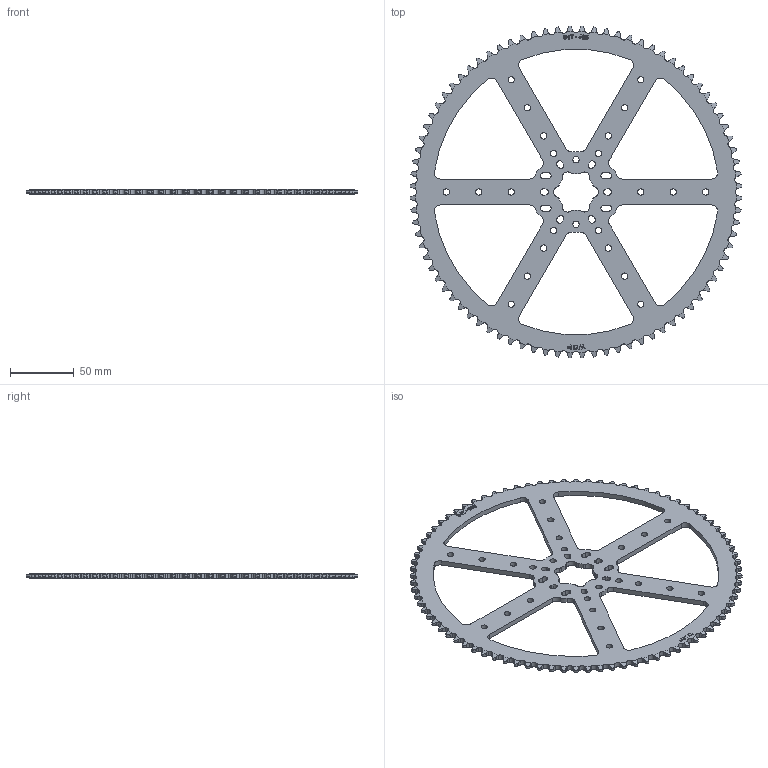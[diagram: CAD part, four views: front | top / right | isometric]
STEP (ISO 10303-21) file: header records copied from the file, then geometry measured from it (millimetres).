
FILE_DESCRIPTION (( 'STEP AP214' ), '1' );
FILE_NAME ('WCP-1377 Rev1.STEP', '2024-12-13T21:18:49', ( '' ), ( '' ), 'SwSTEP 2.0', 'SolidWorks 2022', '' );
FILE_SCHEMA (( 'AUTOMOTIVE_DESIGN' ));
Length unit declared in the file: inch
Products named in the file (1): WCP-1377 Rev1
Bounding box: 260.13 x 260.13 x 4 mm (x, y, z)
Volume: 90693.6 mm3; surface area: 59203 mm2
Topology: 1 solids, 1 shells, 1232 faces, 3645 edges, 2430 vertices
Faces by surface type: cylinder 698, plane 323, cone 168, bspline 43
Entity records: 45651 total; most frequent: CARTESIAN_POINT 13695, ORIENTED_EDGE 7290, DIRECTION 6079, EDGE_CURVE 3645, VERTEX_POINT 2430, AXIS2_PLACEMENT_3D 2378, EDGE_LOOP 1329, LINE 1323
